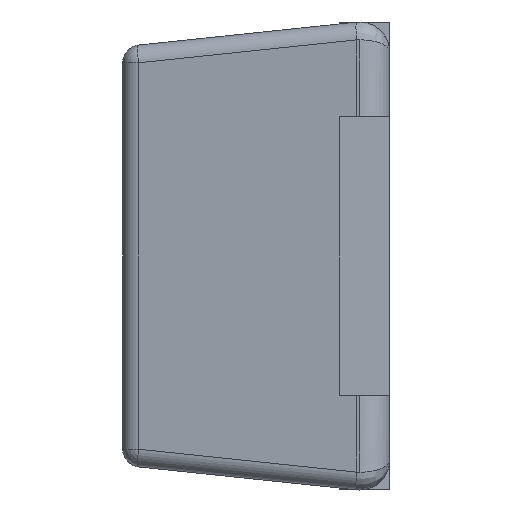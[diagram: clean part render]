
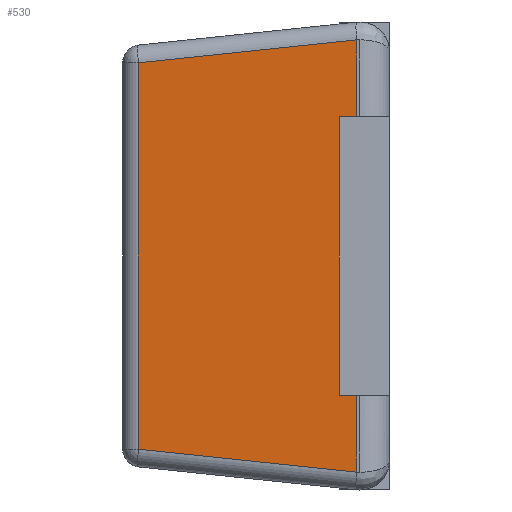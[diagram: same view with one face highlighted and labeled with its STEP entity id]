
A CAD part, left-side view. The second image highlights one B-rep face of the part: STEP entity #530.
In plain terms, the highlighted planar face has unit normal (-0.995, 0.104, 0).
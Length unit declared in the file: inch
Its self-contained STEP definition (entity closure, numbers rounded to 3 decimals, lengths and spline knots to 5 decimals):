
#47 = EDGE_CURVE ( 'NONE', #2034, #1300, #257, .T. ) ;
#115 = ORIENTED_EDGE ( 'NONE', *, *, #200, .F. ) ;
#191 = VECTOR ( 'NONE', #1391, 39.37008 ) ;
#200 = EDGE_CURVE ( 'NONE', #1268, #1300, #661, .T. ) ;
#203 = VERTEX_POINT ( 'NONE', #402 ) ;
#208 = VECTOR ( 'NONE', #677, 39.37008 ) ;
#257 = LINE ( 'NONE', #1620, #2059 ) ;
#323 = CARTESIAN_POINT ( 'NONE',  ( -0.06255, 0.04231, -0.03257 ) ) ;
#402 = CARTESIAN_POINT ( 'NONE',  ( -0.06642, 0.00552, 0.03644 ) ) ;
#511 = CARTESIAN_POINT ( 'NONE',  ( -0.06642, 0.00552, 0.0235 ) ) ;
#530 = ADVANCED_FACE ( 'NONE', ( #1528 ), #2142, .T. ) ;
#567 = DIRECTION ( 'NONE',  ( -0.104, -0.989, -0.104 ) ) ;
#576 = DIRECTION ( 'NONE',  ( 0.105, 0.995, 0. ) ) ;
#588 = DIRECTION ( 'NONE',  ( -0.105, -0.995, 0. ) ) ;
#593 = DIRECTION ( 'NONE',  ( 0., 0., 1. ) ) ;
#650 = ORIENTED_EDGE ( 'NONE', *, *, #2090, .T. ) ;
#661 = LINE ( 'NONE', #930, #1138 ) ;
#677 = DIRECTION ( 'NONE',  ( 0., 0., 1. ) ) ;
#681 = VERTEX_POINT ( 'NONE', #1401 ) ;
#705 = CARTESIAN_POINT ( 'NONE',  ( -0.06703, -0.00031, 0.03705 ) ) ;
#714 = LINE ( 'NONE', #1270, #1269 ) ;
#758 = LINE ( 'NONE', #705, #191 ) ;
#868 = EDGE_LOOP ( 'NONE', ( #650, #1675, #2116, #1425, #1333, #115, #1386, #890 ) ) ;
#883 = LINE ( 'NONE', #1440, #2145 ) ;
#890 = ORIENTED_EDGE ( 'NONE', *, *, #990, .T. ) ;
#907 = DIRECTION ( 'NONE',  ( 0., 0., -1. ) ) ;
#930 = CARTESIAN_POINT ( 'NONE',  ( -0.06611, 0.0085, 0.04 ) ) ;
#937 = CARTESIAN_POINT ( 'NONE',  ( -0.067, 0., 0.04 ) ) ;
#972 = VERTEX_POINT ( 'NONE', #511 ) ;
#990 = EDGE_CURVE ( 'NONE', #972, #203, #1603, .T. ) ;
#1014 = DIRECTION ( 'NONE',  ( 0., 0., -1. ) ) ;
#1070 = LINE ( 'NONE', #1176, #1825 ) ;
#1131 = CARTESIAN_POINT ( 'NONE',  ( -0.06255, 0.04231, -0.03229 ) ) ;
#1138 = VECTOR ( 'NONE', #907, 39.37008 ) ;
#1176 = CARTESIAN_POINT ( 'NONE',  ( -0.067, 0., 0.0235 ) ) ;
#1209 = LINE ( 'NONE', #1131, #1323 ) ;
#1216 = CARTESIAN_POINT ( 'NONE',  ( -0.06642, 0.00552, -0.0235 ) ) ;
#1250 = EDGE_CURVE ( 'NONE', #2134, #2034, #883, .T. ) ;
#1268 = VERTEX_POINT ( 'NONE', #1976 ) ;
#1269 = VECTOR ( 'NONE', #567, 39.37008 ) ;
#1270 = CARTESIAN_POINT ( 'NONE',  ( -0.06617, 0.00792, -0.03618 ) ) ;
#1298 = DIRECTION ( 'NONE',  ( -0.995, 0.105, 0. ) ) ;
#1300 = VERTEX_POINT ( 'NONE', #1643 ) ;
#1323 = VECTOR ( 'NONE', #1014, 39.37008 ) ;
#1333 = ORIENTED_EDGE ( 'NONE', *, *, #47, .T. ) ;
#1340 = EDGE_CURVE ( 'NONE', #1652, #2134, #714, .T. ) ;
#1386 = ORIENTED_EDGE ( 'NONE', *, *, #1546, .T. ) ;
#1391 = DIRECTION ( 'NONE',  ( 0.104, 0.989, -0.104 ) ) ;
#1401 = CARTESIAN_POINT ( 'NONE',  ( -0.06255, 0.04231, 0.03257 ) ) ;
#1425 = ORIENTED_EDGE ( 'NONE', *, *, #1250, .T. ) ;
#1440 = CARTESIAN_POINT ( 'NONE',  ( -0.06642, 0.00552, 0.04 ) ) ;
#1521 = EDGE_CURVE ( 'NONE', #681, #1652, #1209, .T. ) ;
#1528 = FACE_OUTER_BOUND ( 'NONE', #868, .T. ) ;
#1539 = CARTESIAN_POINT ( 'NONE',  ( -0.06642, 0.00552, 0.04 ) ) ;
#1546 = EDGE_CURVE ( 'NONE', #1268, #972, #1070, .T. ) ;
#1603 = LINE ( 'NONE', #1539, #208 ) ;
#1607 = CARTESIAN_POINT ( 'NONE',  ( -0.06642, 0.00552, -0.03644 ) ) ;
#1620 = CARTESIAN_POINT ( 'NONE',  ( -0.067, 0., -0.0235 ) ) ;
#1643 = CARTESIAN_POINT ( 'NONE',  ( -0.06611, 0.0085, -0.0235 ) ) ;
#1652 = VERTEX_POINT ( 'NONE', #323 ) ;
#1675 = ORIENTED_EDGE ( 'NONE', *, *, #1521, .T. ) ;
#1825 = VECTOR ( 'NONE', #2002, 39.37008 ) ;
#1846 = AXIS2_PLACEMENT_3D ( 'NONE', #937, #1298, #588 ) ;
#1976 = CARTESIAN_POINT ( 'NONE',  ( -0.06611, 0.0085, 0.0235 ) ) ;
#2002 = DIRECTION ( 'NONE',  ( -0.105, -0.995, 0. ) ) ;
#2034 = VERTEX_POINT ( 'NONE', #1216 ) ;
#2059 = VECTOR ( 'NONE', #576, 39.37008 ) ;
#2090 = EDGE_CURVE ( 'NONE', #203, #681, #758, .T. ) ;
#2116 = ORIENTED_EDGE ( 'NONE', *, *, #1340, .T. ) ;
#2134 = VERTEX_POINT ( 'NONE', #1607 ) ;
#2142 = PLANE ( 'NONE',  #1846 ) ;
#2145 = VECTOR ( 'NONE', #593, 39.37008 ) ;
